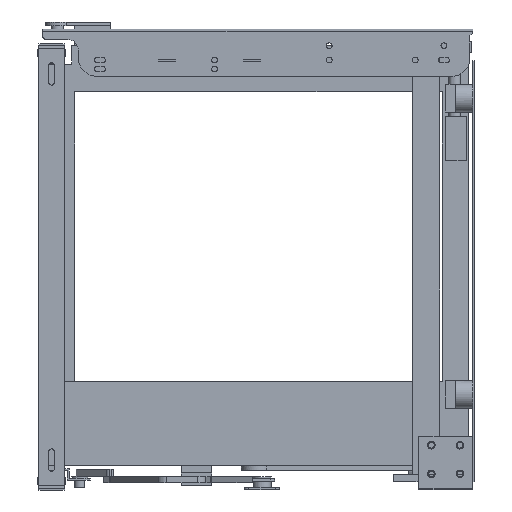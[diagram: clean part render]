
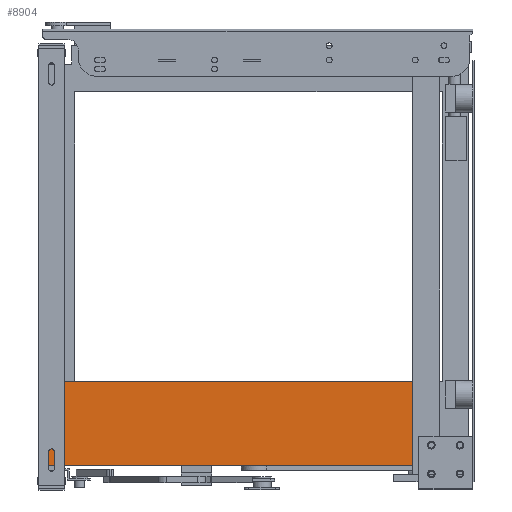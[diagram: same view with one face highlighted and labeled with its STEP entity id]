
A CAD part, left-side view. The second image highlights one B-rep face of the part: STEP entity #8904.
In plain terms, the highlighted planar face has unit normal (-1, 0, 0).
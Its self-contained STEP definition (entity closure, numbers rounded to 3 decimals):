
#882=LINE('',#14000,#1851);
#910=LINE('',#14060,#1879);
#918=LINE('',#14074,#1887);
#919=LINE('',#14076,#1888);
#920=LINE('',#14078,#1889);
#921=LINE('',#14079,#1890);
#1851=VECTOR('',#11387,10.);
#1879=VECTOR('',#11445,10.);
#1887=VECTOR('',#11459,10.);
#1888=VECTOR('',#11460,10.);
#1889=VECTOR('',#11461,10.);
#1890=VECTOR('',#11462,10.);
#2531=FACE_OUTER_BOUND('',#3097,.T.);
#3097=EDGE_LOOP('',(#7260,#7261,#7262,#7263,#7264,#7265));
#4135=VERTEX_POINT('',#13997);
#4136=VERTEX_POINT('',#13999);
#4153=VERTEX_POINT('',#14058);
#4156=VERTEX_POINT('',#14073);
#4157=VERTEX_POINT('',#14075);
#4158=VERTEX_POINT('',#14077);
#5207=EDGE_CURVE('',#4135,#4136,#882,.T.);
#5237=EDGE_CURVE('',#4135,#4153,#910,.T.);
#5245=EDGE_CURVE('',#4153,#4156,#918,.T.);
#5246=EDGE_CURVE('',#4156,#4157,#919,.T.);
#5247=EDGE_CURVE('',#4158,#4157,#920,.T.);
#5248=EDGE_CURVE('',#4136,#4158,#921,.T.);
#7260=ORIENTED_EDGE('',*,*,#5237,.T.);
#7261=ORIENTED_EDGE('',*,*,#5245,.T.);
#7262=ORIENTED_EDGE('',*,*,#5246,.T.);
#7263=ORIENTED_EDGE('',*,*,#5247,.F.);
#7264=ORIENTED_EDGE('',*,*,#5248,.F.);
#7265=ORIENTED_EDGE('',*,*,#5207,.F.);
#8476=PLANE('',#9592);
#8904=ADVANCED_FACE('',(#2531),#8476,.T.);
#9592=AXIS2_PLACEMENT_3D('',#14072,#11457,#11458);
#11387=DIRECTION('',(0.,1.,0.));
#11445=DIRECTION('',(0.,0.,1.));
#11457=DIRECTION('center_axis',(-1.,0.,0.));
#11458=DIRECTION('ref_axis',(0.,-1.,0.));
#11459=DIRECTION('',(0.,1.,0.));
#11460=DIRECTION('',(0.,0.,-1.));
#11461=DIRECTION('',(0.,1.,0.));
#11462=DIRECTION('',(0.,1.,0.));
#13997=CARTESIAN_POINT('',(25.4,66.8,27.));
#13999=CARTESIAN_POINT('',(25.4,291.432,27.));
#14000=CARTESIAN_POINT('',(25.4,4.,27.));
#14058=CARTESIAN_POINT('',(25.4,66.8,121.));
#14060=CARTESIAN_POINT('',(25.4,66.8,17.7));
#14072=CARTESIAN_POINT('Origin',(25.4,4.,121.));
#14073=CARTESIAN_POINT('',(25.4,474.,121.));
#14074=CARTESIAN_POINT('',(25.4,4.,121.));
#14075=CARTESIAN_POINT('',(25.4,474.,27.));
#14076=CARTESIAN_POINT('',(25.4,474.,121.));
#14077=CARTESIAN_POINT('',(25.4,325.,27.));
#14078=CARTESIAN_POINT('',(25.4,4.,27.));
#14079=CARTESIAN_POINT('',(25.4,4.,27.));
